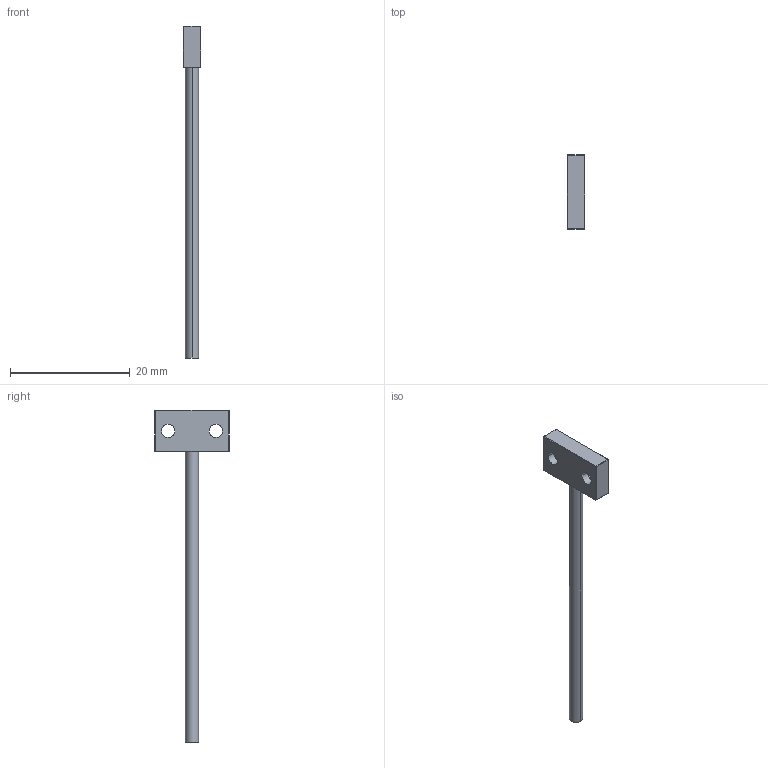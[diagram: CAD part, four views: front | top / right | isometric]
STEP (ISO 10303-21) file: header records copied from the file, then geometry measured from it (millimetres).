
FILE_DESCRIPTION (( 'STEP AP214' ), '1' );
FILE_NAME ('OPT2070.STEP', '2016-02-24T14:37:45', ( '' ), ( '' ), 'SwSTEP 2.0', 'SolidWorks 2014', '' );
FILE_SCHEMA (( 'AUTOMOTIVE_DESIGN' ));
Length unit declared in the file: inch
Products named in the file (1): OPT2070
Bounding box: 3 x 12.4 x 55.5 mm (x, y, z)
Volume: 385.8 mm3; surface area: 683.8 mm2
Topology: 1 solids, 1 shells, 50 faces, 102 edges, 57 vertices
Faces by surface type: plane 31, cylinder 17, cone 2
Entity records: 1329 total; most frequent: CARTESIAN_POINT 231, DIRECTION 231, ORIENTED_EDGE 200, EDGE_CURVE 100, AXIS2_PLACEMENT_3D 83, LINE 65, VECTOR 65, EDGE_LOOP 59
